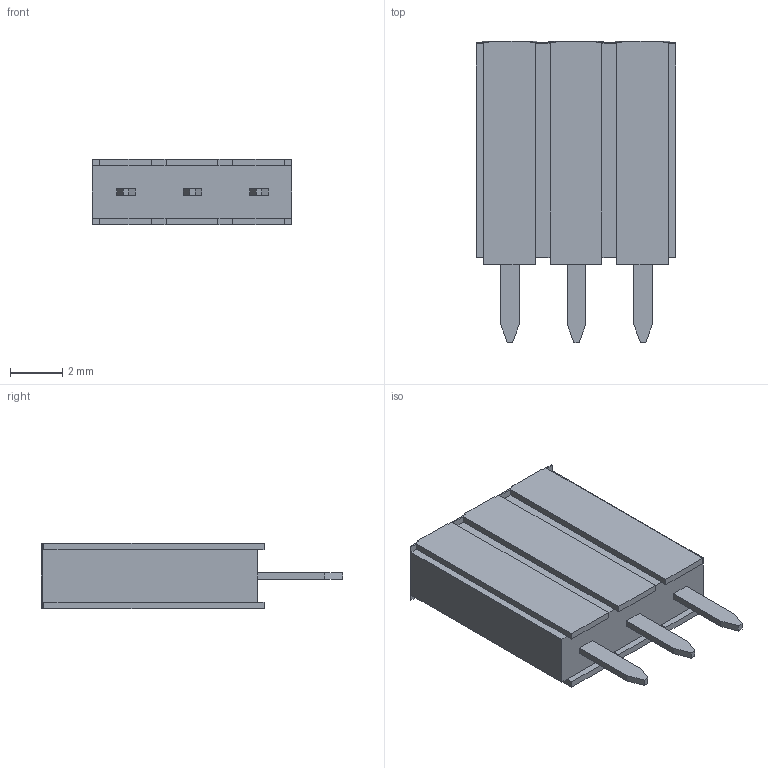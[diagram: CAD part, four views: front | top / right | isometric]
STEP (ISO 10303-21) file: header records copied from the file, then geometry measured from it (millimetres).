
FILE_DESCRIPTION(/* description */ (''),/* implementation_level */ '2;1');
FILE_NAME(/* name */ 'FHU-1x3.step',/* time_stamp */ '2022-02-09T09:34:19+09:00',/* author */ (''),/* organization */ (''),/* preprocessor_version */ 'ST-DEVELOPER v18.1',/* originating_system */ 'Autodesk Translation Framework v10.13.0.1454',/* authorisation */ '');
FILE_SCHEMA (('AUTOMOTIVE_DESIGN { 1 0 10303 214 3 1 1 }'));
Length unit declared in the file: millimetre
Products named in the file (1): FHUシリーズ
Bounding box: 7.62 x 11.5 x 2.5 mm (x, y, z)
Volume: 131.1 mm3; surface area: 329.3 mm2
Topology: 4 solids, 4 shells, 115 faces, 288 edges, 184 vertices
Faces by surface type: plane 115
Entity records: 3374 total; most frequent: CARTESIAN_POINT 588, ORIENTED_EDGE 576, DIRECTION 520, LINE 288, VECTOR 288, EDGE_CURVE 288, VERTEX_POINT 184, EDGE_LOOP 118
